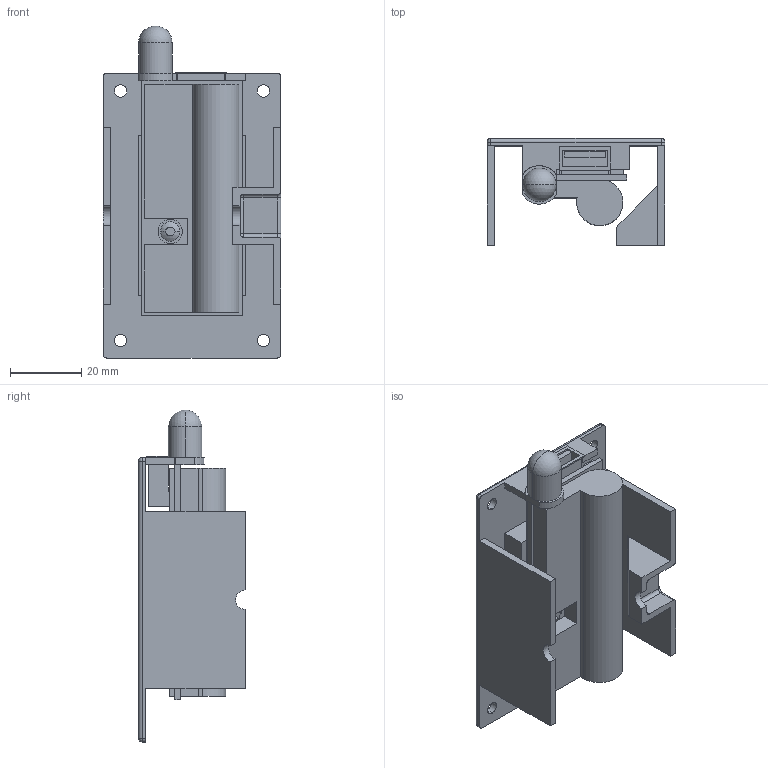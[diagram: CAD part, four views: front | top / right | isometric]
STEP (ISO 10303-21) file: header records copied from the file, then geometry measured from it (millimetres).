
FILE_DESCRIPTION (( 'STEP AP214' ), '1' );
FILE_NAME ('montagem_carregador_tampa.STEP', '2022-09-28T15:14:47', ( '' ), ( '' ), 'SwSTEP 2.0', 'SolidWorks 2020', '' );
FILE_SCHEMA (( 'AUTOMOTIVE_DESIGN' ));
Length unit declared in the file: millimetre
Products named in the file (6): arruela_lisa_m3_Valor predeterminado; modelo_carregador_pcb_usb; montagem_carregador_tampa; carregador_tampa_Valor predeterminado; porca_sextavada_m3_05_Valor predeterminado; parafuso_allen_abaulado_m3_05_8_Valor predeterminado
Assembly tree (5 placements, depth 2):
  montagem_carregador_tampa
    carregador_tampa_Valor predeterminado
    modelo_carregador_pcb_usb
    porca_sextavada_m3_05_Valor predeterminado
    parafuso_allen_abaulado_m3_05_8_Valor predeterminado
    arruela_lisa_m3_Valor predeterminado
Bounding box: 50 x 30 x 93.35 mm (x, y, z)
Volume: 42891.2 mm3; surface area: 25550.6 mm2
Topology: 5 solids, 5 shells, 252 faces, 651 edges, 417 vertices
Faces by surface type: plane 136, cylinder 98, sphere 10, bspline 6, torus 2
Entity records: 11155 total; most frequent: CARTESIAN_POINT 4983, ORIENTED_EDGE 1282, DIRECTION 1181, EDGE_CURVE 641, LINE 417, VECTOR 417, VERTEX_POINT 415, AXIS2_PLACEMENT_3D 382
